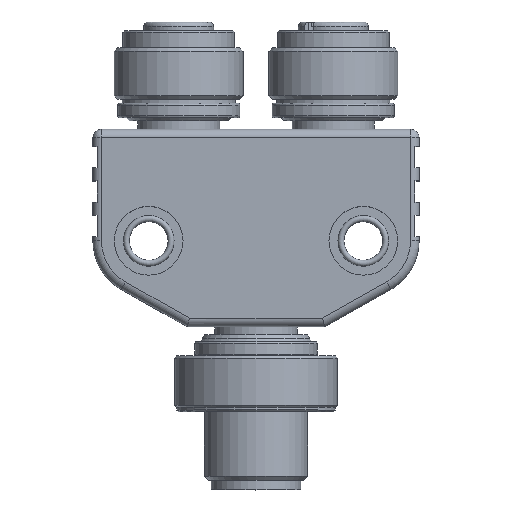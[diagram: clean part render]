
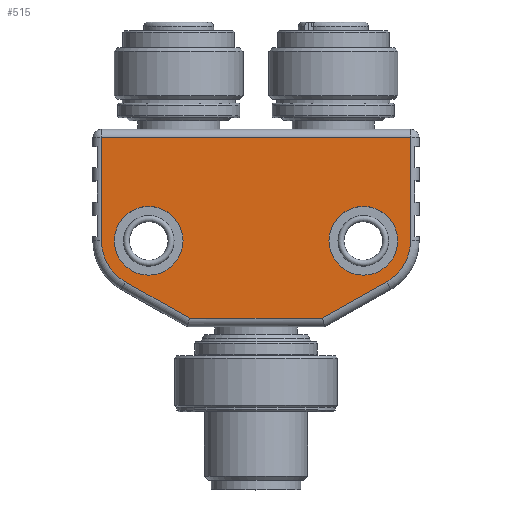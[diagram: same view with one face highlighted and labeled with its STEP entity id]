
A CAD part, top view. The second image highlights one B-rep face of the part: STEP entity #515.
In plain terms, the highlighted planar face has unit normal (0, 0, 1).
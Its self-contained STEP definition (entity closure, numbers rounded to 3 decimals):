
#515=ADVANCED_FACE('',(#1557,#1558,#1559),#843,.T.);
#843=PLANE('',#5107);
#998=LINE('',#7381,#1279);
#999=LINE('',#7384,#1280);
#1000=LINE('',#7386,#1281);
#1001=LINE('',#7390,#1282);
#1002=LINE('',#7392,#1283);
#1003=LINE('',#7394,#1284);
#1279=VECTOR('',#5792,1.);
#1280=VECTOR('',#5793,1.);
#1281=VECTOR('',#5794,1.);
#1282=VECTOR('',#5797,1.);
#1283=VECTOR('',#5798,1.);
#1284=VECTOR('',#5799,1.);
#1557=FACE_BOUND('',#1834,.T.);
#1558=FACE_BOUND('',#1835,.T.);
#1559=FACE_BOUND('',#1836,.T.);
#1834=EDGE_LOOP('',(#2330,#2331,#2332,#2333,#2334,#2335,#2336,#2337));
#1835=EDGE_LOOP('',(#2338));
#1836=EDGE_LOOP('',(#2339));
#2330=ORIENTED_EDGE('',*,*,#4136,.T.);
#2331=ORIENTED_EDGE('',*,*,#4137,.T.);
#2332=ORIENTED_EDGE('',*,*,#4138,.T.);
#2333=ORIENTED_EDGE('',*,*,#4139,.T.);
#2334=ORIENTED_EDGE('',*,*,#4140,.T.);
#2335=ORIENTED_EDGE('',*,*,#4141,.T.);
#2336=ORIENTED_EDGE('',*,*,#4142,.T.);
#2337=ORIENTED_EDGE('',*,*,#4143,.T.);
#2338=ORIENTED_EDGE('',*,*,#4144,.T.);
#2339=ORIENTED_EDGE('',*,*,#4145,.T.);
#3656=VERTEX_POINT('',#7382);
#3657=VERTEX_POINT('',#7383);
#3658=VERTEX_POINT('',#7385);
#3659=VERTEX_POINT('',#7387);
#3660=VERTEX_POINT('',#7389);
#3661=VERTEX_POINT('',#7391);
#3662=VERTEX_POINT('',#7393);
#3663=VERTEX_POINT('',#7395);
#3664=VERTEX_POINT('',#7398);
#3665=VERTEX_POINT('',#7400);
#4136=EDGE_CURVE('',#3656,#3657,#998,.T.);
#4137=EDGE_CURVE('',#3657,#3658,#999,.T.);
#4138=EDGE_CURVE('',#3658,#3659,#1000,.T.);
#4139=EDGE_CURVE('',#3659,#3660,#4771,.T.);
#4140=EDGE_CURVE('',#3660,#3661,#1001,.T.);
#4141=EDGE_CURVE('',#3661,#3662,#1002,.T.);
#4142=EDGE_CURVE('',#3662,#3663,#1003,.T.);
#4143=EDGE_CURVE('',#3663,#3656,#4772,.T.);
#4144=EDGE_CURVE('',#3664,#3664,#4773,.T.);
#4145=EDGE_CURVE('',#3665,#3665,#4774,.T.);
#4771=CIRCLE('',#5103,5.5);
#4772=CIRCLE('',#5104,5.5);
#4773=CIRCLE('',#5105,4.);
#4774=CIRCLE('',#5106,4.);
#5103=AXIS2_PLACEMENT_3D('',#7388,#5795,#5796);
#5104=AXIS2_PLACEMENT_3D('',#7396,#5800,#5801);
#5105=AXIS2_PLACEMENT_3D('',#7397,#5802,#5803);
#5106=AXIS2_PLACEMENT_3D('',#7399,#5804,#5805);
#5107=AXIS2_PLACEMENT_3D('',#7401,#5806,#5807);
#5792=DIRECTION('',(0.871,-0.491,0.));
#5793=DIRECTION('',(1.,0.,0.));
#5794=DIRECTION('',(0.871,0.491,0.));
#5795=DIRECTION('',(0.,0.,1.));
#5796=DIRECTION('',(1.,0.,0.));
#5797=DIRECTION('',(0.,1.,0.));
#5798=DIRECTION('',(-1.,0.,0.));
#5799=DIRECTION('',(0.,-1.,0.));
#5800=DIRECTION('',(0.,0.,1.));
#5801=DIRECTION('',(1.,0.,0.));
#5802=DIRECTION('',(0.,0.,-1.));
#5803=DIRECTION('',(1.,0.,0.));
#5804=DIRECTION('',(0.,0.,-1.));
#5805=DIRECTION('',(1.,0.,0.));
#5806=DIRECTION('',(0.,0.,1.));
#5807=DIRECTION('',(1.,0.,0.));
#7381=CARTESIAN_POINT('',(42.491,50.871,20.));
#7382=CARTESIAN_POINT('',(34.809,55.203,20.));
#7383=CARTESIAN_POINT('',(42.263,51.,20.));
#7384=CARTESIAN_POINT('',(58.,51.,20.));
#7385=CARTESIAN_POINT('',(57.737,51.,20.));
#7386=CARTESIAN_POINT('',(65.212,55.215,20.));
#7387=CARTESIAN_POINT('',(65.211,55.214,20.));
#7388=CARTESIAN_POINT('',(62.5,60.,20.));
#7389=CARTESIAN_POINT('',(68.,60.,20.));
#7390=CARTESIAN_POINT('',(68.,72.,20.));
#7391=CARTESIAN_POINT('',(68.,72.,20.));
#7392=CARTESIAN_POINT('',(32.,72.,20.));
#7393=CARTESIAN_POINT('',(32.,72.,20.));
#7394=CARTESIAN_POINT('',(32.,60.,20.));
#7395=CARTESIAN_POINT('',(32.,60.,20.));
#7396=CARTESIAN_POINT('',(37.5,60.,20.));
#7397=CARTESIAN_POINT('',(62.5,60.,20.));
#7398=CARTESIAN_POINT('',(66.5,60.,20.));
#7399=CARTESIAN_POINT('',(37.5,60.,20.));
#7400=CARTESIAN_POINT('',(41.5,60.,20.));
#7401=CARTESIAN_POINT('',(68.,72.,20.));
